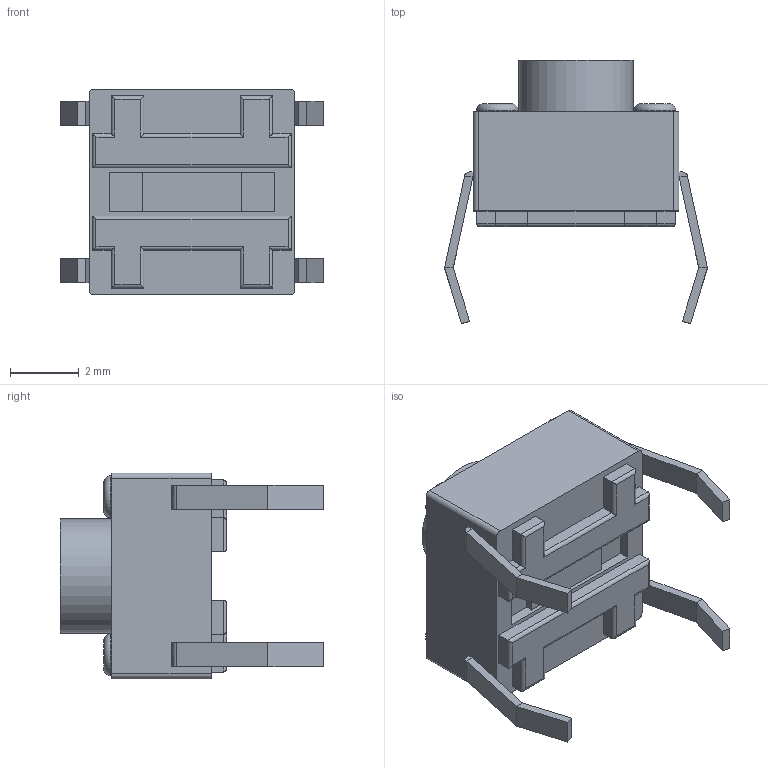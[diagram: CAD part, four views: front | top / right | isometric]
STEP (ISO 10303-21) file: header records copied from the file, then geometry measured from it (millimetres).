
FILE_DESCRIPTION(/* description */ (''),/* implementation_level */ '2;1');
FILE_NAME(/* name */ 'push button.step',/* time_stamp */ '2025-12-23T12:13:49+11:00',/* author */ (''),/* organization */ (''),/* preprocessor_version */ 'ST-DEVELOPER v20.1',/* originating_system */ 'Autodesk Translation Framework v14.21.0.0',/* authorisation */ '');
FILE_SCHEMA (('AUTOMOTIVE_DESIGN { 1 0 10303 214 3 1 1 }'));
Length unit declared in the file: millimetre
Products named in the file (2): push button; Component2
Assembly tree (1 placements, depth 2):
  push button
    Component2
Bounding box: 7.66 x 7.68 x 6 mm (x, y, z)
Volume: 127.4 mm3; surface area: 223.5 mm2
Topology: 2 solids, 2 shells, 136 faces, 305 edges, 186 vertices
Faces by surface type: plane 93, cylinder 34, torus 5, bspline 4
Full cylindrical faces by diameter (mm): 1.22 x4, 3.33 x1, 3.366 x1
Entity records: 4103 total; most frequent: CARTESIAN_POINT 955, DIRECTION 627, ORIENTED_EDGE 612, EDGE_CURVE 306, LINE 239, VECTOR 239, AXIS2_PLACEMENT_3D 194, VERTEX_POINT 188
